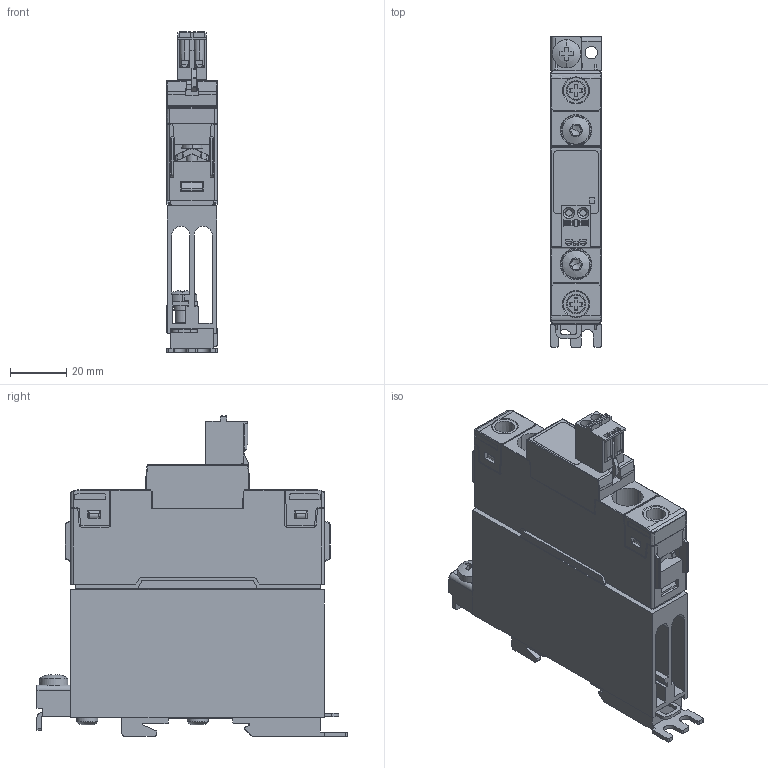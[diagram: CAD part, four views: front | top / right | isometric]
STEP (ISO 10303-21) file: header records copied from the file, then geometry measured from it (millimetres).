
FILE_DESCRIPTION((''),'2;1');
FILE_NAME('CGI0858-01.stp','2012-08-10T13:29:56',(''),(''),'Mechanical Desktop 2009','Mechanical Desktop 2009',', , ');
FILE_SCHEMA(('CONFIG_CONTROL_DESIGN'));
Length unit declared in the file: millimetre
Products named in the file (2): Product; CGI0858-01
Assembly tree (1 placements, depth 2):
  Product
    CGI0858-01
Bounding box: 17.8 x 110 x 113.68 mm (x, y, z)
Volume: 98055.9 mm3; surface area: 45032.5 mm2
Topology: 7 solids, 7 shells, 1189 faces, 3259 edges, 2098 vertices
Faces by surface type: bspline 496, plane 422, cylinder 227, cone 25, torus 12, sphere 7
Entity records: 42023 total; most frequent: CARTESIAN_POINT 12923, ORIENTED_EDGE 6478, DIRECTION 5432, EDGE_CURVE 3239, VECTOR 2160, LINE 2160, VERTEX_POINT 2098, AXIS2_PLACEMENT_3D 1636
